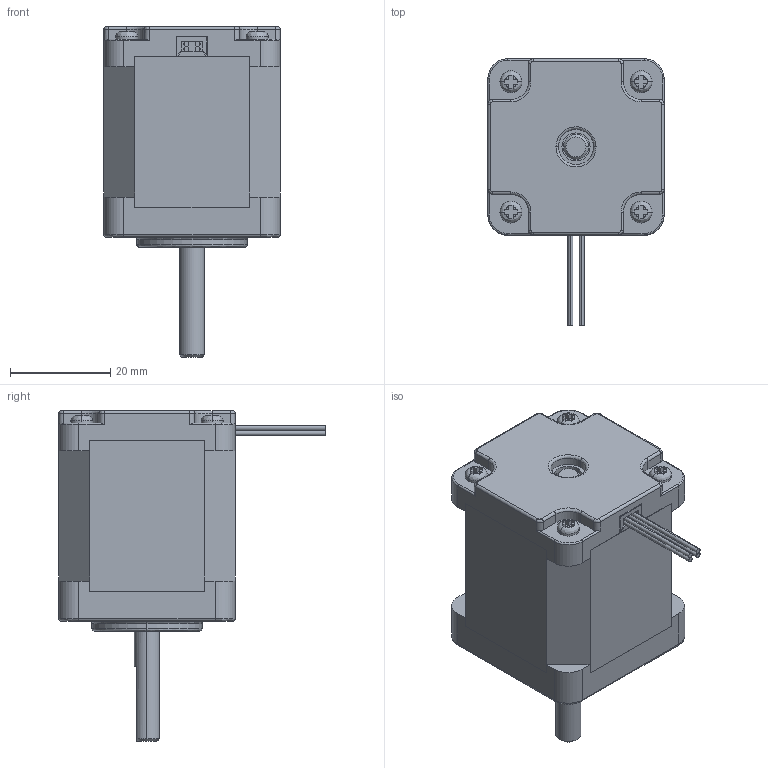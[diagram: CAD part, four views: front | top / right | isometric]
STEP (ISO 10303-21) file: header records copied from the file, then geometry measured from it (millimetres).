
FILE_DESCRIPTION (( 'STEP AP214' ), '1' );
FILE_NAME ('14HS17-0504S.STEP', '2018-03-05T05:47:33', ( '' ), ( '' ), 'SwSTEP 2.0', 'SolidWorks 2014', '' );
FILE_SCHEMA (( 'AUTOMOTIVE_DESIGN' ));
Length unit declared in the file: millimetre
Products named in the file (1): 14HS17-0504S
Bounding box: 35.21 x 53.21 x 66 mm (x, y, z)
Volume: 50320.5 mm3; surface area: 9164.3 mm2
Topology: 1 solids, 1 shells, 278 faces, 707 edges, 445 vertices
Faces by surface type: plane 146, cylinder 84, bspline 36, cone 12
Entity records: 12036 total; most frequent: CARTESIAN_POINT 2527, ORIENTED_EDGE 1398, DIRECTION 1258, EDGE_CURVE 699, VERTEX_POINT 445, AXIS2_PLACEMENT_3D 426, VECTOR 406, LINE 406
